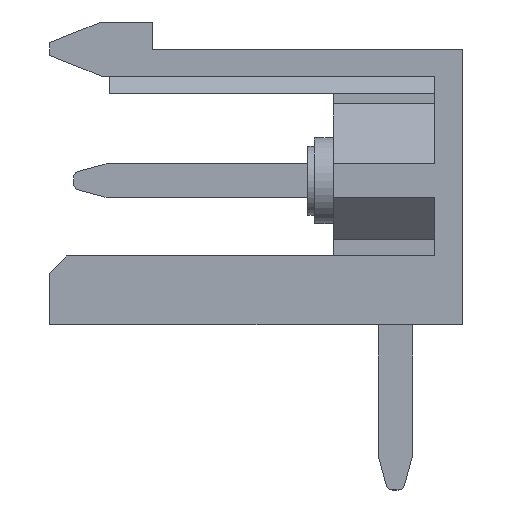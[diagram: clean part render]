
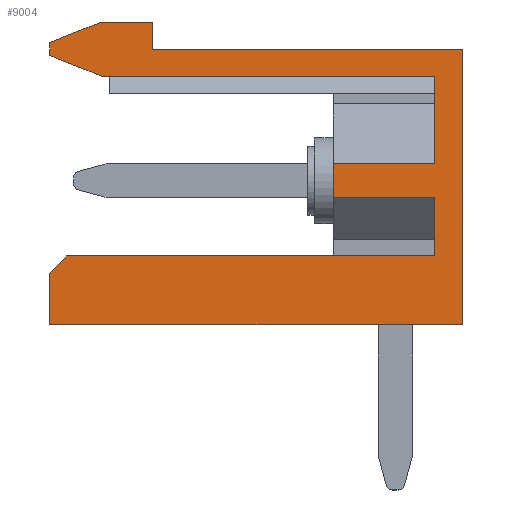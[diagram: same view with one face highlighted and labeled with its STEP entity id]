
A CAD part, left-side view. The second image highlights one B-rep face of the part: STEP entity #9004.
In plain terms, the highlighted planar face has unit normal (-1, 0, 0).
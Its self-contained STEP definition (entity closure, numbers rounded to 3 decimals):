
#62 = VECTOR ( 'NONE', #15235, 1000. ) ;
#123 = CARTESIAN_POINT ( 'NONE',  ( 0., 12., -0.17 ) ) ;
#245 = CARTESIAN_POINT ( 'NONE',  ( 0., 11.5, -6. ) ) ;
#418 = ORIENTED_EDGE ( 'NONE', *, *, #22693, .T. ) ;
#449 = EDGE_CURVE ( 'NONE', #5193, #10130, #887, .T. ) ;
#612 = ORIENTED_EDGE ( 'NONE', *, *, #11713, .F. ) ;
#782 = VECTOR ( 'NONE', #15748, 1000. ) ;
#784 = VERTEX_POINT ( 'NONE', #4927 ) ;
#887 = LINE ( 'NONE', #13725, #21304 ) ;
#1035 = CARTESIAN_POINT ( 'NONE',  ( 0., 0., -8. ) ) ;
#1746 = ORIENTED_EDGE ( 'NONE', *, *, #20307, .F. ) ;
#2684 = EDGE_LOOP ( 'NONE', ( #24653, #19933, #17457, #16702, #25108, #6402, #21444, #19932, #12785, #612, #6163, #5919, #1746, #15706, #418, #18359, #12968 ) ) ;
#2736 = CARTESIAN_POINT ( 'NONE',  ( 0., 10.5, -0.77 ) ) ;
#2964 = DIRECTION ( 'NONE',  ( 0., 0., -1. ) ) ;
#3046 = VERTEX_POINT ( 'NONE', #23283 ) ;
#3606 = AXIS2_PLACEMENT_3D ( 'NONE', #10837, #14777, #2964 ) ;
#3836 = CARTESIAN_POINT ( 'NONE',  ( 0., 0., 0. ) ) ;
#4183 = DIRECTION ( 'NONE',  ( 0., 0., -1. ) ) ;
#4558 = LINE ( 'NONE', #123, #24911 ) ;
#4876 = CARTESIAN_POINT ( 'NONE',  ( 0., 12., -6.5 ) ) ;
#4927 = CARTESIAN_POINT ( 'NONE',  ( 0., 3.75, -3.31 ) ) ;
#5011 = CARTESIAN_POINT ( 'NONE',  ( 0., 0.8, -0.77 ) ) ;
#5193 = VERTEX_POINT ( 'NONE', #1035 ) ;
#5350 = LINE ( 'NONE', #7336, #62 ) ;
#5624 = VERTEX_POINT ( 'NONE', #12427 ) ;
#5718 = DIRECTION ( 'NONE',  ( 0., -1., 0. ) ) ;
#5919 = ORIENTED_EDGE ( 'NONE', *, *, #22114, .F. ) ;
#6163 = ORIENTED_EDGE ( 'NONE', *, *, #11342, .F. ) ;
#6243 = FACE_OUTER_BOUND ( 'NONE', #2684, .T. ) ;
#6402 = ORIENTED_EDGE ( 'NONE', *, *, #24982, .F. ) ;
#6463 = EDGE_CURVE ( 'NONE', #784, #5624, #9324, .T. ) ;
#6859 = CARTESIAN_POINT ( 'NONE',  ( 0., 3.75, -4.31 ) ) ;
#7336 = CARTESIAN_POINT ( 'NONE',  ( 0., 0.8, -0.77 ) ) ;
#7372 = CARTESIAN_POINT ( 'NONE',  ( 0., 3.75, -3.31 ) ) ;
#7489 = DIRECTION ( 'NONE',  ( 0., -1., 0. ) ) ;
#7669 = CARTESIAN_POINT ( 'NONE',  ( 0., 12., 0.2 ) ) ;
#7694 = VERTEX_POINT ( 'NONE', #19777 ) ;
#7871 = DIRECTION ( 'NONE',  ( 0., 0.707, -0.707 ) ) ;
#8122 = DIRECTION ( 'NONE',  ( 0., 0.928, 0.371 ) ) ;
#8587 = VECTOR ( 'NONE', #22090, 1000. ) ;
#8637 = VERTEX_POINT ( 'NONE', #7669 ) ;
#8768 = VECTOR ( 'NONE', #19375, 1000. ) ;
#8799 = LINE ( 'NONE', #17560, #24512 ) ;
#9004 = ADVANCED_FACE ( 'NONE', ( #6243 ), #12799, .F. ) ;
#9324 = LINE ( 'NONE', #7372, #14544 ) ;
#9744 = DIRECTION ( 'NONE',  ( 0., 0., 1. ) ) ;
#9794 = VECTOR ( 'NONE', #7871, 1000. ) ;
#9865 = VECTOR ( 'NONE', #12632, 1000. ) ;
#9899 = VERTEX_POINT ( 'NONE', #22366 ) ;
#10008 = VERTEX_POINT ( 'NONE', #5011 ) ;
#10130 = VERTEX_POINT ( 'NONE', #21217 ) ;
#10283 = CARTESIAN_POINT ( 'NONE',  ( 0., 10.5, 0.8 ) ) ;
#10576 = CARTESIAN_POINT ( 'NONE',  ( 0., 0.8, -4.31 ) ) ;
#10837 = CARTESIAN_POINT ( 'NONE',  ( 0., 0., 0. ) ) ;
#11022 = VERTEX_POINT ( 'NONE', #22138 ) ;
#11319 = LINE ( 'NONE', #3836, #782 ) ;
#11342 = EDGE_CURVE ( 'NONE', #9899, #7694, #4558, .T. ) ;
#11408 = EDGE_CURVE ( 'NONE', #14817, #21184, #13804, .T. ) ;
#11638 = LINE ( 'NONE', #21028, #16267 ) ;
#11677 = CARTESIAN_POINT ( 'NONE',  ( 0., 9.01, 0.8 ) ) ;
#11713 = EDGE_CURVE ( 'NONE', #7694, #8637, #11638, .T. ) ;
#11788 = EDGE_CURVE ( 'NONE', #15505, #15441, #24890, .T. ) ;
#11902 = EDGE_CURVE ( 'NONE', #3046, #5193, #11319, .T. ) ;
#12427 = CARTESIAN_POINT ( 'NONE',  ( 0., 0.8, -3.31 ) ) ;
#12498 = VERTEX_POINT ( 'NONE', #245 ) ;
#12632 = DIRECTION ( 'NONE',  ( 0., 0., -1. ) ) ;
#12785 = ORIENTED_EDGE ( 'NONE', *, *, #15716, .F. ) ;
#12799 = PLANE ( 'NONE',  #3606 ) ;
#12968 = ORIENTED_EDGE ( 'NONE', *, *, #20240, .F. ) ;
#13080 = LINE ( 'NONE', #18882, #17716 ) ;
#13170 = DIRECTION ( 'NONE',  ( 0., 0., 1. ) ) ;
#13176 = EDGE_CURVE ( 'NONE', #10130, #18842, #15596, .T. ) ;
#13654 = VECTOR ( 'NONE', #19426, 1000. ) ;
#13725 = CARTESIAN_POINT ( 'NONE',  ( 0., 0., -8. ) ) ;
#13804 = LINE ( 'NONE', #10283, #8587 ) ;
#14544 = VECTOR ( 'NONE', #21155, 1000. ) ;
#14616 = CARTESIAN_POINT ( 'NONE',  ( 0., 3.75, -3.31 ) ) ;
#14777 = DIRECTION ( 'NONE',  ( 1., 0., 0. ) ) ;
#14804 = LINE ( 'NONE', #2736, #24668 ) ;
#14817 = VERTEX_POINT ( 'NONE', #20892 ) ;
#15003 = LINE ( 'NONE', #17692, #9794 ) ;
#15235 = DIRECTION ( 'NONE',  ( 0., 0., 1. ) ) ;
#15353 = CARTESIAN_POINT ( 'NONE',  ( 0., 9.01, 0. ) ) ;
#15441 = VERTEX_POINT ( 'NONE', #10576 ) ;
#15505 = VERTEX_POINT ( 'NONE', #6859 ) ;
#15596 = LINE ( 'NONE', #23518, #16219 ) ;
#15706 = ORIENTED_EDGE ( 'NONE', *, *, #6463, .F. ) ;
#15716 = EDGE_CURVE ( 'NONE', #8637, #14817, #20161, .T. ) ;
#15748 = DIRECTION ( 'NONE',  ( 0., 0., -1. ) ) ;
#16219 = VECTOR ( 'NONE', #9744, 1000. ) ;
#16267 = VECTOR ( 'NONE', #13170, 1000. ) ;
#16702 = ORIENTED_EDGE ( 'NONE', *, *, #449, .F. ) ;
#17414 = CARTESIAN_POINT ( 'NONE',  ( 0., 0.8, -0.77 ) ) ;
#17453 = CARTESIAN_POINT ( 'NONE',  ( 0., 10.5, 0.8 ) ) ;
#17457 = ORIENTED_EDGE ( 'NONE', *, *, #13176, .F. ) ;
#17560 = CARTESIAN_POINT ( 'NONE',  ( 0., 9.01, 0. ) ) ;
#17692 = CARTESIAN_POINT ( 'NONE',  ( 0., 11.5, -6. ) ) ;
#17716 = VECTOR ( 'NONE', #20862, 1000. ) ;
#18359 = ORIENTED_EDGE ( 'NONE', *, *, #11788, .T. ) ;
#18842 = VERTEX_POINT ( 'NONE', #4876 ) ;
#18882 = CARTESIAN_POINT ( 'NONE',  ( 0., 0.8, -6. ) ) ;
#19375 = DIRECTION ( 'NONE',  ( 0., 0., 1. ) ) ;
#19426 = DIRECTION ( 'NONE',  ( 0., -0.928, 0.371 ) ) ;
#19661 = VECTOR ( 'NONE', #7489, 1000. ) ;
#19777 = CARTESIAN_POINT ( 'NONE',  ( 0., 12., -0.17 ) ) ;
#19932 = ORIENTED_EDGE ( 'NONE', *, *, #11408, .F. ) ;
#19933 = ORIENTED_EDGE ( 'NONE', *, *, #23963, .T. ) ;
#20073 = CARTESIAN_POINT ( 'NONE',  ( 0., 9.01, 0.8 ) ) ;
#20119 = EDGE_CURVE ( 'NONE', #12498, #11022, #13080, .T. ) ;
#20161 = LINE ( 'NONE', #17453, #13654 ) ;
#20240 = EDGE_CURVE ( 'NONE', #11022, #15441, #5350, .T. ) ;
#20307 = EDGE_CURVE ( 'NONE', #5624, #10008, #24483, .T. ) ;
#20536 = EDGE_CURVE ( 'NONE', #21184, #25547, #23550, .T. ) ;
#20862 = DIRECTION ( 'NONE',  ( 0., -1., 0. ) ) ;
#20892 = CARTESIAN_POINT ( 'NONE',  ( 0., 10.5, 0.8 ) ) ;
#20949 = LINE ( 'NONE', #14616, #9865 ) ;
#21028 = CARTESIAN_POINT ( 'NONE',  ( 0., 12., -0.17 ) ) ;
#21155 = DIRECTION ( 'NONE',  ( 0., -1., 0. ) ) ;
#21184 = VERTEX_POINT ( 'NONE', #11677 ) ;
#21217 = CARTESIAN_POINT ( 'NONE',  ( 0., 12., -8. ) ) ;
#21285 = CARTESIAN_POINT ( 'NONE',  ( 0., 3.75, -4.31 ) ) ;
#21304 = VECTOR ( 'NONE', #23483, 1000. ) ;
#21444 = ORIENTED_EDGE ( 'NONE', *, *, #20536, .F. ) ;
#22090 = DIRECTION ( 'NONE',  ( 0., -1., 0. ) ) ;
#22114 = EDGE_CURVE ( 'NONE', #10008, #9899, #14804, .T. ) ;
#22138 = CARTESIAN_POINT ( 'NONE',  ( 0., 0.8, -6. ) ) ;
#22366 = CARTESIAN_POINT ( 'NONE',  ( 0., 10.5, -0.77 ) ) ;
#22517 = DIRECTION ( 'NONE',  ( 0., 1., 0. ) ) ;
#22693 = EDGE_CURVE ( 'NONE', #784, #15505, #20949, .T. ) ;
#22947 = VECTOR ( 'NONE', #4183, 1000. ) ;
#23283 = CARTESIAN_POINT ( 'NONE',  ( 0., 0., 0. ) ) ;
#23483 = DIRECTION ( 'NONE',  ( 0., 1., 0. ) ) ;
#23518 = CARTESIAN_POINT ( 'NONE',  ( 0., 12., -8. ) ) ;
#23550 = LINE ( 'NONE', #20073, #22947 ) ;
#23963 = EDGE_CURVE ( 'NONE', #12498, #18842, #15003, .T. ) ;
#24483 = LINE ( 'NONE', #17414, #8768 ) ;
#24512 = VECTOR ( 'NONE', #5718, 1000. ) ;
#24653 = ORIENTED_EDGE ( 'NONE', *, *, #20119, .F. ) ;
#24668 = VECTOR ( 'NONE', #22517, 1000. ) ;
#24890 = LINE ( 'NONE', #21285, #19661 ) ;
#24911 = VECTOR ( 'NONE', #8122, 1000. ) ;
#24982 = EDGE_CURVE ( 'NONE', #25547, #3046, #8799, .T. ) ;
#25108 = ORIENTED_EDGE ( 'NONE', *, *, #11902, .F. ) ;
#25547 = VERTEX_POINT ( 'NONE', #15353 ) ;
